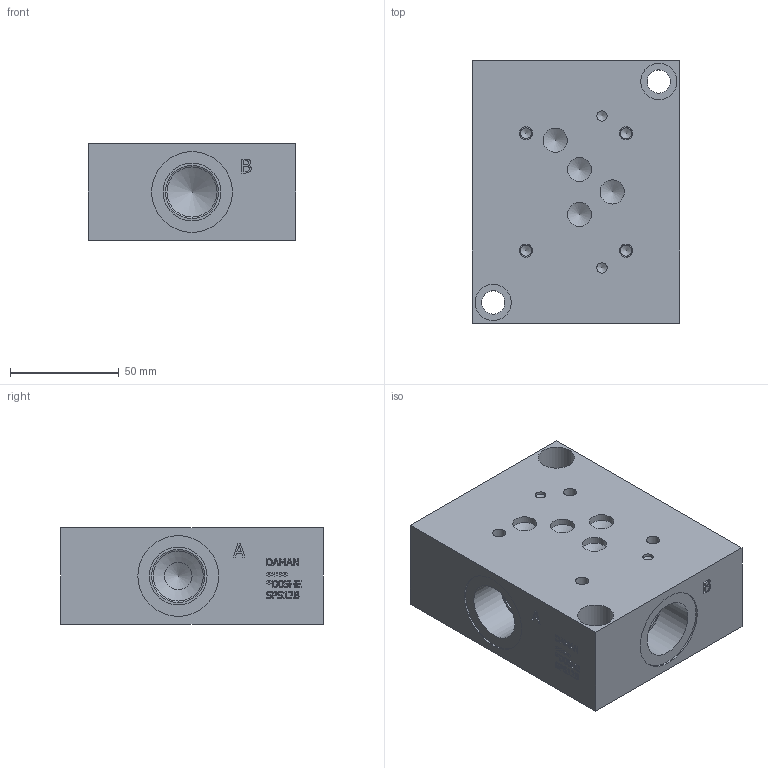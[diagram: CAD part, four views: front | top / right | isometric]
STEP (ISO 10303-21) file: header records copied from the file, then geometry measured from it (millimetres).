
FILE_DESCRIPTION(/* description */ (''),/* implementation_level */ '2;1');
FILE_NAME(/* name */ '_D05HESPS12B.stp',/* time_stamp */ '2020-03-12T15:15:15-04:00',/* author */ ('devonn'),/* organization */ (''),/* preprocessor_version */ 'ST-DEVELOPER v17',/* originating_system */ 'Autodesk Inventor 2019',/* authorisation */ '');
FILE_SCHEMA (('AUTOMOTIVE_DESIGN { 1 0 10303 214 3 1 1 }'));
Length unit declared in the file: millimetre
Products named in the file (1): Part_DD05HESPS12B_3D
Bounding box: 95.25 x 120.65 x 44.45 mm (x, y, z)
Volume: 425501.9 mm3; surface area: 59346.9 mm2
Topology: 1 solids, 1 shells, 536 faces, 1474 edges, 998 vertices
Faces by surface type: plane 342, bspline 129, cylinder 43, cone 22
Full cylindrical faces by diameter (mm): 4.775 x2, 5.004 x4, 5.994 x4, 10.719 x2, 11.1 x2, 11.113 x2, 11.125 x2, 11.684 x2, 12.7 x1, 13.259 x2, 16.662 x2, 22.123 x2, 23.012 x4, 24.409 x4, 26.543 x4, 37.109 x4
Entity records: 18068 total; most frequent: CARTESIAN_POINT 4671, ORIENTED_EDGE 2918, DIRECTION 2178, EDGE_CURVE 1459, LINE 1040, VECTOR 1040, VERTEX_POINT 998, EDGE_LOOP 613
